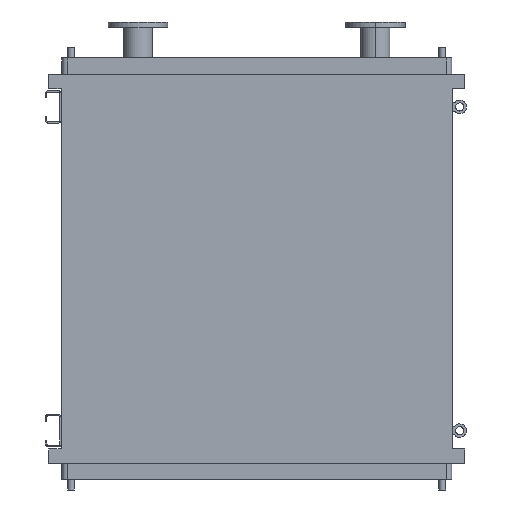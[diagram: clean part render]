
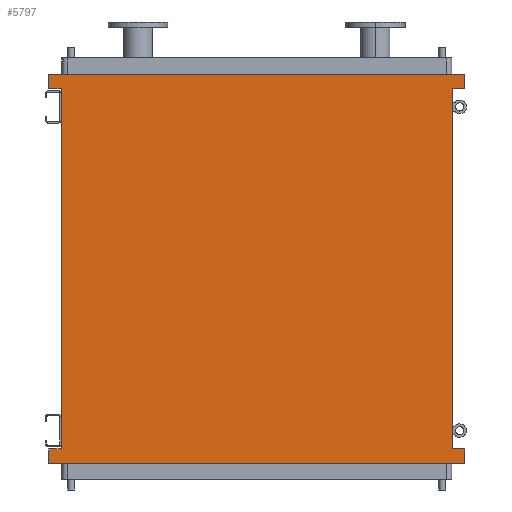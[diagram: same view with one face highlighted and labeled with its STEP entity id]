
A CAD part, front view. The second image highlights one B-rep face of the part: STEP entity #5797.
In plain terms, the highlighted planar face has unit normal (0, -1, 0).
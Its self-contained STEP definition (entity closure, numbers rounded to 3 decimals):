
#2 = VERTEX_POINT ( 'NONE', #3990 ) ;
#12 = LINE ( 'NONE', #1130, #3977 ) ;
#59 = CARTESIAN_POINT ( 'NONE',  ( -725., 0., -1250. ) ) ;
#240 = CARTESIAN_POINT ( 'NONE',  ( -771., 0., -1345. ) ) ;
#277 = VECTOR ( 'NONE', #3991, 1000. ) ;
#315 = CARTESIAN_POINT ( 'NONE',  ( 771., 0., -1293. ) ) ;
#440 = CARTESIAN_POINT ( 'NONE',  ( -771., 0., 43. ) ) ;
#520 = CARTESIAN_POINT ( 'NONE',  ( 771., 0., 95. ) ) ;
#586 = ORIENTED_EDGE ( 'NONE', *, *, #7445, .F. ) ;
#649 = EDGE_CURVE ( 'NONE', #3255, #2189, #4735, .T. ) ;
#673 = DIRECTION ( 'NONE',  ( 0., -1., 0. ) ) ;
#677 = EDGE_CURVE ( 'NONE', #2496, #3255, #6026, .T. ) ;
#748 = VERTEX_POINT ( 'NONE', #440 ) ;
#1130 = CARTESIAN_POINT ( 'NONE',  ( -725., 0., -1250. ) ) ;
#1377 = VECTOR ( 'NONE', #2862, 1000. ) ;
#1433 = VECTOR ( 'NONE', #4788, 1000. ) ;
#1437 = EDGE_CURVE ( 'NONE', #3815, #748, #5992, .T. ) ;
#1673 = ORIENTED_EDGE ( 'NONE', *, *, #7042, .F. ) ;
#1687 = CARTESIAN_POINT ( 'NONE',  ( 771., 0., -1345. ) ) ;
#1726 = ORIENTED_EDGE ( 'NONE', *, *, #649, .F. ) ;
#1761 = DIRECTION ( 'NONE',  ( 0., 0., 1. ) ) ;
#1779 = CARTESIAN_POINT ( 'NONE',  ( -725., 0., -1293. ) ) ;
#1804 = PLANE ( 'NONE',  #4654 ) ;
#1807 = VERTEX_POINT ( 'NONE', #2950 ) ;
#1876 = CARTESIAN_POINT ( 'NONE',  ( 725., 0., -1293. ) ) ;
#2189 = VERTEX_POINT ( 'NONE', #3422 ) ;
#2496 = VERTEX_POINT ( 'NONE', #7586 ) ;
#2572 = CARTESIAN_POINT ( 'NONE',  ( -771., 0., -1293. ) ) ;
#2845 = EDGE_CURVE ( 'NONE', #3716, #2496, #2970, .T. ) ;
#2862 = DIRECTION ( 'NONE',  ( 0., 0., -1. ) ) ;
#2950 = CARTESIAN_POINT ( 'NONE',  ( 771., 0., 43. ) ) ;
#2970 = LINE ( 'NONE', #7290, #7518 ) ;
#3097 = DIRECTION ( 'NONE',  ( 0., 0., -1. ) ) ;
#3133 = CARTESIAN_POINT ( 'NONE',  ( 771., 0., 95. ) ) ;
#3255 = VERTEX_POINT ( 'NONE', #1687 ) ;
#3272 = ORIENTED_EDGE ( 'NONE', *, *, #677, .F. ) ;
#3422 = CARTESIAN_POINT ( 'NONE',  ( -771., 0., -1345. ) ) ;
#3463 = DIRECTION ( 'NONE',  ( 0., 0., 1. ) ) ;
#3716 = VERTEX_POINT ( 'NONE', #1876 ) ;
#3812 = LINE ( 'NONE', #520, #4952 ) ;
#3815 = VERTEX_POINT ( 'NONE', #5168 ) ;
#3977 = VECTOR ( 'NONE', #1761, 1000. ) ;
#3990 = CARTESIAN_POINT ( 'NONE',  ( -771., 0., 95. ) ) ;
#3991 = DIRECTION ( 'NONE',  ( 0., 0., 1. ) ) ;
#4443 = CARTESIAN_POINT ( 'NONE',  ( 725., 0., 43. ) ) ;
#4465 = VERTEX_POINT ( 'NONE', #6265 ) ;
#4490 = ORIENTED_EDGE ( 'NONE', *, *, #8112, .F. ) ;
#4573 = LINE ( 'NONE', #7100, #7458 ) ;
#4654 = AXIS2_PLACEMENT_3D ( 'NONE', #59, #673, #3097 ) ;
#4692 = DIRECTION ( 'NONE',  ( -1., 0., 0. ) ) ;
#4706 = EDGE_CURVE ( 'NONE', #7457, #3815, #12, .T. ) ;
#4718 = VERTEX_POINT ( 'NONE', #3133 ) ;
#4735 = LINE ( 'NONE', #7258, #8154 ) ;
#4754 = LINE ( 'NONE', #5419, #7065 ) ;
#4788 = DIRECTION ( 'NONE',  ( -1., 0., 0. ) ) ;
#4952 = VECTOR ( 'NONE', #5689, 1000. ) ;
#5099 = ORIENTED_EDGE ( 'NONE', *, *, #1437, .F. ) ;
#5168 = CARTESIAN_POINT ( 'NONE',  ( -725., 0., 43. ) ) ;
#5203 = DIRECTION ( 'NONE',  ( 0., 0., -1. ) ) ;
#5317 = VECTOR ( 'NONE', #3463, 1000. ) ;
#5404 = LINE ( 'NONE', #6735, #5464 ) ;
#5409 = CARTESIAN_POINT ( 'NONE',  ( -771., 0., 43. ) ) ;
#5419 = CARTESIAN_POINT ( 'NONE',  ( -771., 0., 95. ) ) ;
#5427 = DIRECTION ( 'NONE',  ( 1., 0., 0. ) ) ;
#5464 = VECTOR ( 'NONE', #7935, 1000. ) ;
#5575 = EDGE_CURVE ( 'NONE', #3716, #4465, #6100, .T. ) ;
#5689 = DIRECTION ( 'NONE',  ( 1., 0., 0. ) ) ;
#5796 = EDGE_LOOP ( 'NONE', ( #6409, #4490, #1673, #586, #5915, #5099, #6305, #6294, #6957, #1726, #3272, #8192 ) ) ;
#5797 = ADVANCED_FACE ( 'NONE', ( #6999 ), #1804, .T. ) ;
#5915 = ORIENTED_EDGE ( 'NONE', *, *, #7693, .F. ) ;
#5992 = LINE ( 'NONE', #5409, #1433 ) ;
#6026 = LINE ( 'NONE', #315, #1377 ) ;
#6100 = LINE ( 'NONE', #6801, #5317 ) ;
#6265 = CARTESIAN_POINT ( 'NONE',  ( 725., 0., 43. ) ) ;
#6272 = EDGE_CURVE ( 'NONE', #8152, #7457, #5404, .T. ) ;
#6294 = ORIENTED_EDGE ( 'NONE', *, *, #6272, .F. ) ;
#6305 = ORIENTED_EDGE ( 'NONE', *, *, #4706, .F. ) ;
#6409 = ORIENTED_EDGE ( 'NONE', *, *, #5575, .T. ) ;
#6620 = DIRECTION ( 'NONE',  ( 0., 0., 1. ) ) ;
#6673 = EDGE_CURVE ( 'NONE', #2189, #8152, #7897, .T. ) ;
#6735 = CARTESIAN_POINT ( 'NONE',  ( -771., 0., -1293. ) ) ;
#6801 = CARTESIAN_POINT ( 'NONE',  ( 725., 0., -1250. ) ) ;
#6892 = LINE ( 'NONE', #4443, #7607 ) ;
#6957 = ORIENTED_EDGE ( 'NONE', *, *, #6673, .F. ) ;
#6999 = FACE_OUTER_BOUND ( 'NONE', #5796, .T. ) ;
#7042 = EDGE_CURVE ( 'NONE', #4718, #1807, #4573, .T. ) ;
#7065 = VECTOR ( 'NONE', #6620, 1000. ) ;
#7100 = CARTESIAN_POINT ( 'NONE',  ( 771., 0., 43. ) ) ;
#7258 = CARTESIAN_POINT ( 'NONE',  ( 771., 0., -1345. ) ) ;
#7290 = CARTESIAN_POINT ( 'NONE',  ( 725., 0., -1293. ) ) ;
#7445 = EDGE_CURVE ( 'NONE', #2, #4718, #3812, .T. ) ;
#7457 = VERTEX_POINT ( 'NONE', #1779 ) ;
#7458 = VECTOR ( 'NONE', #5203, 1000. ) ;
#7518 = VECTOR ( 'NONE', #5427, 1000. ) ;
#7557 = DIRECTION ( 'NONE',  ( -1., 0., 0. ) ) ;
#7586 = CARTESIAN_POINT ( 'NONE',  ( 771., 0., -1293. ) ) ;
#7607 = VECTOR ( 'NONE', #7557, 1000. ) ;
#7693 = EDGE_CURVE ( 'NONE', #748, #2, #4754, .T. ) ;
#7897 = LINE ( 'NONE', #240, #277 ) ;
#7935 = DIRECTION ( 'NONE',  ( 1., 0., 0. ) ) ;
#8112 = EDGE_CURVE ( 'NONE', #1807, #4465, #6892, .T. ) ;
#8152 = VERTEX_POINT ( 'NONE', #2572 ) ;
#8154 = VECTOR ( 'NONE', #4692, 1000. ) ;
#8192 = ORIENTED_EDGE ( 'NONE', *, *, #2845, .F. ) ;
